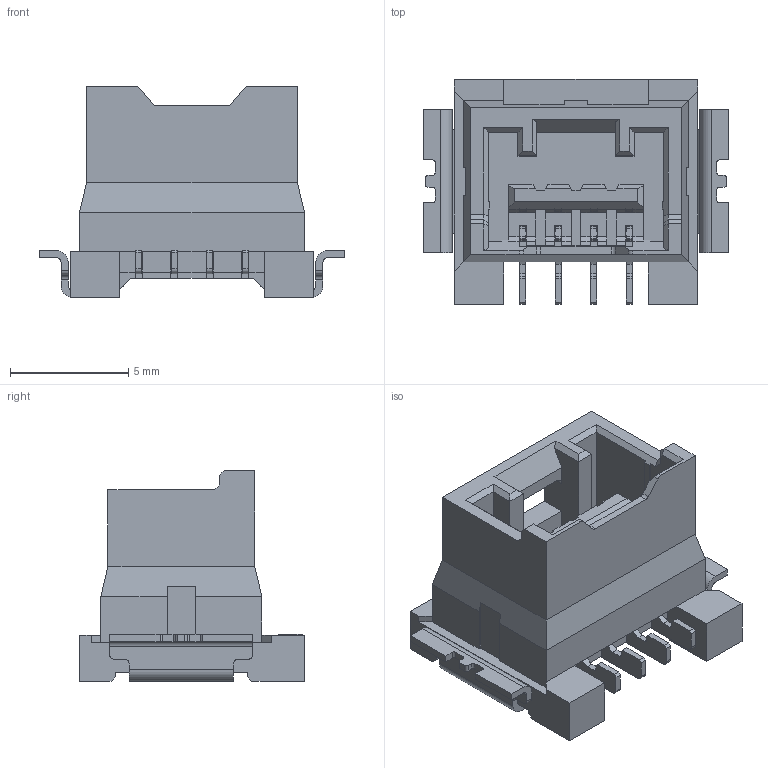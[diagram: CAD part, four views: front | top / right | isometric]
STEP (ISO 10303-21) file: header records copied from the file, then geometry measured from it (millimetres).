
FILE_DESCRIPTION((''),'2;1');
FILE_NAME('5033950410','2010-02-10T',('gga'),(''),'PRO/ENGINEER BY PARAMETRIC TECHNOLOGY CORPORATION, 2003451','PRO/ENGINEER BY PARAMETRIC TECHNOLOGY CORPORATION, 2003451','');
FILE_SCHEMA(('CONFIG_CONTROL_DESIGN'));
Length unit declared in the file: millimetre
Products named in the file (1): 5033950410
Bounding box: 12.9 x 9.5 x 8.9 mm (x, y, z)
Volume: 310.8 mm3; surface area: 970.7 mm2
Topology: 1 solids, 1 shells, 646 faces, 1927 edges, 1263 vertices
Faces by surface type: plane 538, cylinder 108
Entity records: 21382 total; most frequent: CARTESIAN_POINT 3814, ORIENTED_EDGE 3800, DIRECTION 3433, EDGE_CURVE 1900, VECTOR 1711, LINE 1711, VERTEX_POINT 1236, AXIS2_PLACEMENT_3D 861
